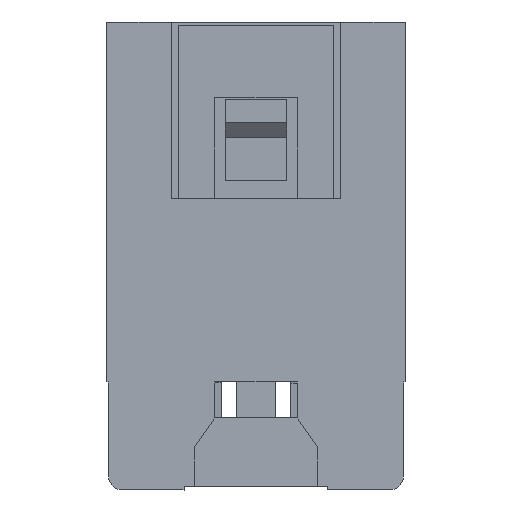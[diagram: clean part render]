
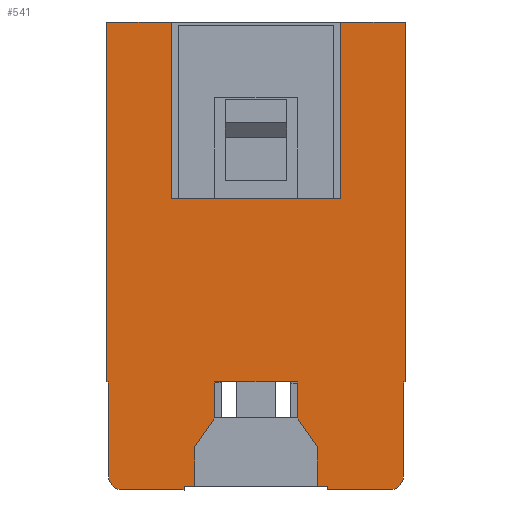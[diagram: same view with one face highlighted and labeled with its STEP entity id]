
A CAD part, left-side view. The second image highlights one B-rep face of the part: STEP entity #541.
In plain terms, the highlighted planar face has unit normal (-1, 0, 0).
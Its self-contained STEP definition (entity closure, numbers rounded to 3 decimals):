
#324=CARTESIAN_POINT('',(-17.825,0.,3.5));
#325=DIRECTION('',(0.,-1.,0.));
#326=DIRECTION('',(-1.,0.,0.));
#327=AXIS2_PLACEMENT_3D('',#324,#326,#325);
#328=PLANE('',#327);
#329=CARTESIAN_POINT('',(-17.825,-4.15,10.));
#330=VERTEX_POINT('',#329);
#331=CARTESIAN_POINT('',(-17.825,-2.35,10.));
#332=VERTEX_POINT('',#331);
#333=CARTESIAN_POINT('',(-17.825,-4.15,10.));
#334=DIRECTION('',(0.,1.,0.));
#335=VECTOR('',#334,1.8);
#336=LINE('',#333,#335);
#337=EDGE_CURVE('',#330,#332,#336,.T.);
#338=ORIENTED_EDGE('',*,*,#337,.T.);
#339=CARTESIAN_POINT('',(-17.825,-2.35,5.1));
#340=VERTEX_POINT('',#339);
#341=CARTESIAN_POINT('',(-17.825,-2.35,10.));
#342=DIRECTION('',(0.,0.,-1.));
#343=VECTOR('',#342,4.9);
#344=LINE('',#341,#343);
#345=EDGE_CURVE('',#332,#340,#344,.T.);
#346=ORIENTED_EDGE('',*,*,#345,.T.);
#347=CARTESIAN_POINT('',(-17.825,2.35,5.1));
#348=VERTEX_POINT('',#347);
#349=CARTESIAN_POINT('',(-17.825,-2.35,5.1));
#350=DIRECTION('',(0.,1.,0.));
#351=VECTOR('',#350,4.7);
#352=LINE('',#349,#351);
#353=EDGE_CURVE('',#340,#348,#352,.T.);
#354=ORIENTED_EDGE('',*,*,#353,.T.);
#355=CARTESIAN_POINT('',(-17.825,2.35,10.));
#356=VERTEX_POINT('',#355);
#357=CARTESIAN_POINT('',(-17.825,2.35,5.1));
#358=DIRECTION('',(0.,0.,1.));
#359=VECTOR('',#358,4.9);
#360=LINE('',#357,#359);
#361=EDGE_CURVE('',#348,#356,#360,.T.);
#362=ORIENTED_EDGE('',*,*,#361,.T.);
#363=CARTESIAN_POINT('',(-17.825,4.15,10.));
#364=VERTEX_POINT('',#363);
#365=CARTESIAN_POINT('',(-17.825,2.35,10.));
#366=DIRECTION('',(0.,1.,0.));
#367=VECTOR('',#366,1.8);
#368=LINE('',#365,#367);
#369=EDGE_CURVE('',#356,#364,#368,.T.);
#370=ORIENTED_EDGE('',*,*,#369,.T.);
#371=CARTESIAN_POINT('',(-17.825,4.15,0.));
#372=VERTEX_POINT('',#371);
#373=CARTESIAN_POINT('',(-17.825,4.15,10.));
#374=DIRECTION('',(0.,0.,-1.));
#375=VECTOR('',#374,10.);
#376=LINE('',#373,#375);
#377=EDGE_CURVE('',#364,#372,#376,.T.);
#378=ORIENTED_EDGE('',*,*,#377,.T.);
#379=CARTESIAN_POINT('',(-17.825,4.1,0.));
#380=VERTEX_POINT('',#379);
#381=CARTESIAN_POINT('',(-17.825,4.15,0.));
#382=DIRECTION('',(0.,-1.,0.));
#383=VECTOR('',#382,0.05);
#384=LINE('',#381,#383);
#385=EDGE_CURVE('',#372,#380,#384,.T.);
#386=ORIENTED_EDGE('',*,*,#385,.T.);
#387=CARTESIAN_POINT('',(-17.825,4.1,-2.6));
#388=VERTEX_POINT('',#387);
#389=CARTESIAN_POINT('',(-17.825,4.1,0.));
#390=DIRECTION('',(0.,0.,-1.));
#391=VECTOR('',#390,2.6);
#392=LINE('',#389,#391);
#393=EDGE_CURVE('',#380,#388,#392,.T.);
#394=ORIENTED_EDGE('',*,*,#393,.T.);
#395=CARTESIAN_POINT('',(-17.825,3.7,-3.));
#396=VERTEX_POINT('',#395);
#397=CARTESIAN_POINT('',(-17.825,3.7,-2.6));
#398=DIRECTION('',(0.,1.,0.));
#399=DIRECTION('',(-1.,0.,0.));
#400=AXIS2_PLACEMENT_3D('',#397,#399,#398);
#401=CIRCLE('',#400,0.4);
#402=EDGE_CURVE('',#388,#396,#401,.T.);
#403=ORIENTED_EDGE('',*,*,#402,.T.);
#404=CARTESIAN_POINT('',(-17.825,2.,-3.));
#405=VERTEX_POINT('',#404);
#406=CARTESIAN_POINT('',(-17.825,3.7,-3.));
#407=DIRECTION('',(0.,-1.,0.));
#408=VECTOR('',#407,1.7);
#409=LINE('',#406,#408);
#410=EDGE_CURVE('',#396,#405,#409,.T.);
#411=ORIENTED_EDGE('',*,*,#410,.T.);
#412=CARTESIAN_POINT('',(-17.825,2.,-2.9));
#413=VERTEX_POINT('',#412);
#414=CARTESIAN_POINT('',(-17.825,2.,-3.));
#415=DIRECTION('',(0.,0.,1.));
#416=VECTOR('',#415,0.1);
#417=LINE('',#414,#416);
#418=EDGE_CURVE('',#405,#413,#417,.T.);
#419=ORIENTED_EDGE('',*,*,#418,.T.);
#420=CARTESIAN_POINT('',(-17.825,1.7,-2.9));
#421=VERTEX_POINT('',#420);
#422=CARTESIAN_POINT('',(-17.825,2.,-2.9));
#423=DIRECTION('',(0.,-1.,0.));
#424=VECTOR('',#423,0.3);
#425=LINE('',#422,#424);
#426=EDGE_CURVE('',#413,#421,#425,.T.);
#427=ORIENTED_EDGE('',*,*,#426,.T.);
#428=CARTESIAN_POINT('',(-17.825,1.7,-1.8));
#429=VERTEX_POINT('',#428);
#430=CARTESIAN_POINT('',(-17.825,1.7,-1.8));
#431=DIRECTION('',(0.,0.,-1.));
#432=VECTOR('',#431,1.1);
#433=LINE('',#430,#432);
#434=EDGE_CURVE('',#429,#421,#433,.T.);
#435=ORIENTED_EDGE('',*,*,#434,.F.);
#436=CARTESIAN_POINT('',(-17.825,1.15,-1.));
#437=VERTEX_POINT('',#436);
#438=CARTESIAN_POINT('',(-17.825,1.15,-1.));
#439=DIRECTION('',(0.,0.567,-0.824));
#440=VECTOR('',#439,0.971);
#441=LINE('',#438,#440);
#442=EDGE_CURVE('',#437,#429,#441,.T.);
#443=ORIENTED_EDGE('',*,*,#442,.F.);
#444=CARTESIAN_POINT('',(-17.825,1.15,0.));
#445=VERTEX_POINT('',#444);
#446=CARTESIAN_POINT('',(-17.825,1.15,0.));
#447=DIRECTION('',(0.,0.,-1.));
#448=VECTOR('',#447,1.);
#449=LINE('',#446,#448);
#450=EDGE_CURVE('',#445,#437,#449,.T.);
#451=ORIENTED_EDGE('',*,*,#450,.F.);
#452=CARTESIAN_POINT('',(-17.825,-1.15,0.));
#453=VERTEX_POINT('',#452);
#454=CARTESIAN_POINT('',(-17.825,1.15,0.));
#455=DIRECTION('',(0.,-1.,0.));
#456=VECTOR('',#455,2.3);
#457=LINE('',#454,#456);
#458=EDGE_CURVE('',#445,#453,#457,.T.);
#459=ORIENTED_EDGE('',*,*,#458,.T.);
#460=CARTESIAN_POINT('',(-17.825,-1.15,-1.));
#461=VERTEX_POINT('',#460);
#462=CARTESIAN_POINT('',(-17.825,-1.15,-1.));
#463=DIRECTION('',(0.,0.,1.));
#464=VECTOR('',#463,1.);
#465=LINE('',#462,#464);
#466=EDGE_CURVE('',#461,#453,#465,.T.);
#467=ORIENTED_EDGE('',*,*,#466,.F.);
#468=CARTESIAN_POINT('',(-17.825,-1.7,-1.8));
#469=VERTEX_POINT('',#468);
#470=CARTESIAN_POINT('',(-17.825,-1.7,-1.8));
#471=DIRECTION('',(0.,0.567,0.824));
#472=VECTOR('',#471,0.971);
#473=LINE('',#470,#472);
#474=EDGE_CURVE('',#469,#461,#473,.T.);
#475=ORIENTED_EDGE('',*,*,#474,.F.);
#476=CARTESIAN_POINT('',(-17.825,-1.7,-2.9));
#477=VERTEX_POINT('',#476);
#478=CARTESIAN_POINT('',(-17.825,-1.7,-2.9));
#479=DIRECTION('',(0.,0.,1.));
#480=VECTOR('',#479,1.1);
#481=LINE('',#478,#480);
#482=EDGE_CURVE('',#477,#469,#481,.T.);
#483=ORIENTED_EDGE('',*,*,#482,.F.);
#484=CARTESIAN_POINT('',(-17.825,-2.,-2.9));
#485=VERTEX_POINT('',#484);
#486=CARTESIAN_POINT('',(-17.825,-1.7,-2.9));
#487=DIRECTION('',(0.,-1.,0.));
#488=VECTOR('',#487,0.3);
#489=LINE('',#486,#488);
#490=EDGE_CURVE('',#477,#485,#489,.T.);
#491=ORIENTED_EDGE('',*,*,#490,.T.);
#492=CARTESIAN_POINT('',(-17.825,-2.,-3.));
#493=VERTEX_POINT('',#492);
#494=CARTESIAN_POINT('',(-17.825,-2.,-2.9));
#495=DIRECTION('',(0.,0.,-1.));
#496=VECTOR('',#495,0.1);
#497=LINE('',#494,#496);
#498=EDGE_CURVE('',#485,#493,#497,.T.);
#499=ORIENTED_EDGE('',*,*,#498,.T.);
#500=CARTESIAN_POINT('',(-17.825,-3.7,-3.));
#501=VERTEX_POINT('',#500);
#502=CARTESIAN_POINT('',(-17.825,-2.,-3.));
#503=DIRECTION('',(0.,-1.,0.));
#504=VECTOR('',#503,1.7);
#505=LINE('',#502,#504);
#506=EDGE_CURVE('',#493,#501,#505,.T.);
#507=ORIENTED_EDGE('',*,*,#506,.T.);
#508=CARTESIAN_POINT('',(-17.825,-4.1,-2.6));
#509=VERTEX_POINT('',#508);
#510=CARTESIAN_POINT('',(-17.825,-3.7,-2.6));
#511=DIRECTION('',(0.,0.,-1.));
#512=DIRECTION('',(-1.,0.,0.));
#513=AXIS2_PLACEMENT_3D('',#510,#512,#511);
#514=CIRCLE('',#513,0.4);
#515=EDGE_CURVE('',#501,#509,#514,.T.);
#516=ORIENTED_EDGE('',*,*,#515,.T.);
#517=CARTESIAN_POINT('',(-17.825,-4.1,0.));
#518=VERTEX_POINT('',#517);
#519=CARTESIAN_POINT('',(-17.825,-4.1,-2.6));
#520=DIRECTION('',(0.,0.,1.));
#521=VECTOR('',#520,2.6);
#522=LINE('',#519,#521);
#523=EDGE_CURVE('',#509,#518,#522,.T.);
#524=ORIENTED_EDGE('',*,*,#523,.T.);
#525=CARTESIAN_POINT('',(-17.825,-4.15,0.));
#526=VERTEX_POINT('',#525);
#527=CARTESIAN_POINT('',(-17.825,-4.1,0.));
#528=DIRECTION('',(0.,-1.,0.));
#529=VECTOR('',#528,0.05);
#530=LINE('',#527,#529);
#531=EDGE_CURVE('',#518,#526,#530,.T.);
#532=ORIENTED_EDGE('',*,*,#531,.T.);
#533=CARTESIAN_POINT('',(-17.825,-4.15,0.));
#534=DIRECTION('',(0.,0.,1.));
#535=VECTOR('',#534,10.);
#536=LINE('',#533,#535);
#537=EDGE_CURVE('',#526,#330,#536,.T.);
#538=ORIENTED_EDGE('',*,*,#537,.T.);
#539=EDGE_LOOP('',(#338,#346,#354,#362,#370,#378,#386,#394,#403,#411,#419,#427,#435,#443,#451,#459,#467,#475,#483,#491,#499,#507,#516,#524,#532,#538));
#540=FACE_OUTER_BOUND('',#539,.T.);
#541=ADVANCED_FACE('',(#540),#328,.T.);
